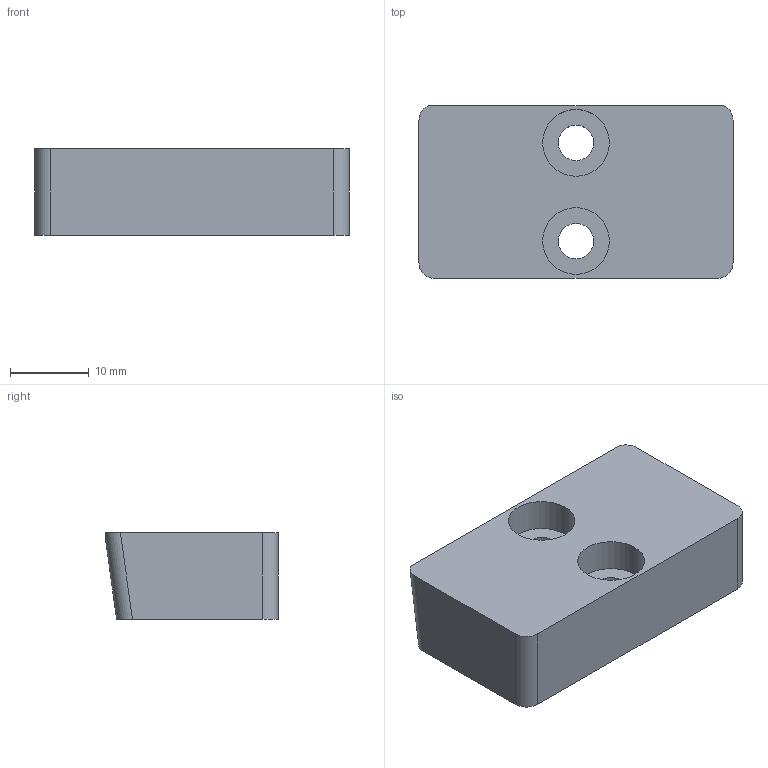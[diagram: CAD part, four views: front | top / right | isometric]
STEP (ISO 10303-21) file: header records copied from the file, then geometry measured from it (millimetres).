
FILE_DESCRIPTION(/* description */ (''),/* implementation_level */ '2;1');
FILE_NAME(/* name */ 'Hanger.ipt.step',/* time_stamp */ '2016-03-31T16:34:14-07:00',/* author */ ('finger_food'),/* organization */ (''),/* preprocessor_version */ 'ST-DEVELOPER v16.1',/* originating_system */ 'Autodesk Inventor 2016',/* authorisation */ '');
FILE_SCHEMA (('AUTOMOTIVE_DESIGN { 1 0 10303 214 3 1 1 }'));
Length unit declared in the file: millimetre
Products named in the file (1): Hanger
Bounding box: 40 x 22 x 11 mm (x, y, z)
Volume: 8668.2 mm3; surface area: 3366.3 mm2
Topology: 1 solids, 1 shells, 17 faces, 57 edges, 58 vertices
Faces by surface type: plane 9, cylinder 8
Full cylindrical faces by diameter (mm): 4.5 x2, 8.5 x2
Entity records: 645 total; most frequent: CARTESIAN_POINT 125, DIRECTION 111, ORIENTED_EDGE 70, AXIS2_PLACEMENT_3D 40, EDGE_CURVE 35, LINE 31, VECTOR 31, EDGE_LOOP 27
